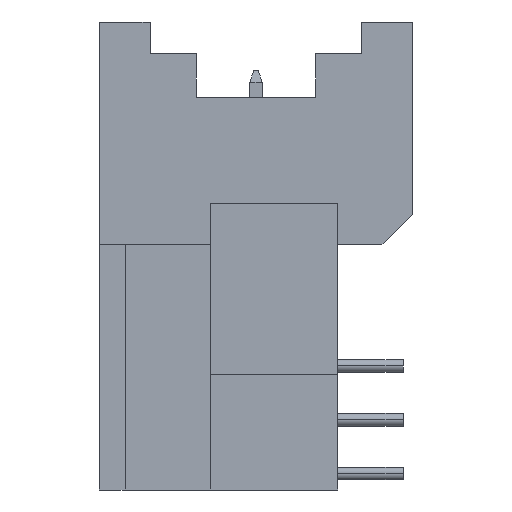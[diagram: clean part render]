
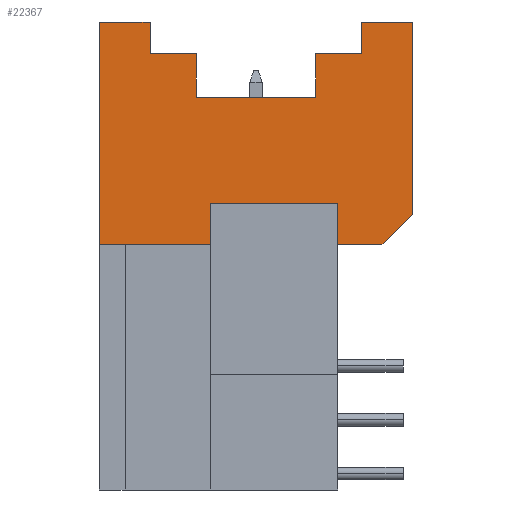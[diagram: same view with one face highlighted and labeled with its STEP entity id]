
A CAD part, left-side view. The second image highlights one B-rep face of the part: STEP entity #22367.
In plain terms, the highlighted face is planar.
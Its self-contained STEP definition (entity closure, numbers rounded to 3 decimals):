
#405 = AXIS2_PLACEMENT_3D ( 'NONE', #15159, #20819, #7090 ) ;
#659 = CARTESIAN_POINT ( 'NONE',  ( -14.8, -22.1, 87.5 ) ) ;
#779 = EDGE_CURVE ( 'NONE', #1638, #23182, #16687, .T. ) ;
#942 = DIRECTION ( 'NONE',  ( 0., 1., 0. ) ) ;
#1147 = EDGE_CURVE ( 'NONE', #5079, #10405, #22806, .T. ) ;
#1169 = LINE ( 'NONE', #19462, #5225 ) ;
#1191 = VECTOR ( 'NONE', #9357, 1000. ) ;
#1305 = CARTESIAN_POINT ( 'NONE',  ( 0., -22.1, 87.5 ) ) ;
#1385 = CARTESIAN_POINT ( 'NONE',  ( -14.8, -13.03, 87.5 ) ) ;
#1450 = VERTEX_POINT ( 'NONE', #25280 ) ;
#1638 = VERTEX_POINT ( 'NONE', #19813 ) ;
#1882 = ORIENTED_EDGE ( 'NONE', *, *, #22884, .F. ) ;
#1884 = VERTEX_POINT ( 'NONE', #18944 ) ;
#2297 = DIRECTION ( 'NONE',  ( 0., -1., 0. ) ) ;
#2880 = CARTESIAN_POINT ( 'NONE',  ( -12.4, -20.6, 87.5 ) ) ;
#2937 = EDGE_CURVE ( 'NONE', #8986, #11046, #24030, .T. ) ;
#3019 = VECTOR ( 'NONE', #3951, 1000. ) ;
#3053 = CARTESIAN_POINT ( 'NONE',  ( -4.575, -20.6, 87.5 ) ) ;
#3220 = DIRECTION ( 'NONE',  ( 0., 1., 0. ) ) ;
#3888 = EDGE_CURVE ( 'NONE', #25355, #15410, #6165, .T. ) ;
#3951 = DIRECTION ( 'NONE',  ( -1., 0., 0. ) ) ;
#3969 = VECTOR ( 'NONE', #21063, 1000. ) ;
#4126 = CARTESIAN_POINT ( 'NONE',  ( 0., -22.1, 87.5 ) ) ;
#4350 = DIRECTION ( 'NONE',  ( 0., 1., 0. ) ) ;
#5079 = VERTEX_POINT ( 'NONE', #25506 ) ;
#5225 = VECTOR ( 'NONE', #13566, 1000. ) ;
#5298 = VECTOR ( 'NONE', #24564, 1000. ) ;
#5629 = DIRECTION ( 'NONE',  ( -1., 0., 0. ) ) ;
#5929 = LINE ( 'NONE', #1305, #17430 ) ;
#6165 = LINE ( 'NONE', #11688, #1191 ) ;
#6299 = CARTESIAN_POINT ( 'NONE',  ( -4.575, -18.55, 87.5 ) ) ;
#6433 = LINE ( 'NONE', #21965, #3019 ) ;
#6580 = EDGE_CURVE ( 'NONE', #1450, #25355, #10023, .T. ) ;
#6606 = DIRECTION ( 'NONE',  ( 0., -1., 0. ) ) ;
#6717 = CARTESIAN_POINT ( 'NONE',  ( -2.4, -22.1, 87.5 ) ) ;
#6851 = CARTESIAN_POINT ( 'NONE',  ( -4.575, -18.55, 87.5 ) ) ;
#7090 = DIRECTION ( 'NONE',  ( 0., 1., 0. ) ) ;
#7485 = ORIENTED_EDGE ( 'NONE', *, *, #6580, .T. ) ;
#7491 = VERTEX_POINT ( 'NONE', #15731 ) ;
#7530 = VECTOR ( 'NONE', #8345, 1000. ) ;
#8345 = DIRECTION ( 'NONE',  ( 1., 0., 0. ) ) ;
#8662 = LINE ( 'NONE', #15412, #3969 ) ;
#8710 = ORIENTED_EDGE ( 'NONE', *, *, #19484, .T. ) ;
#8843 = CARTESIAN_POINT ( 'NONE',  ( -14.8, -11.58, 87.5 ) ) ;
#8986 = VERTEX_POINT ( 'NONE', #4126 ) ;
#9357 = DIRECTION ( 'NONE',  ( -0.707, -0.707, 0. ) ) ;
#9718 = LINE ( 'NONE', #6299, #10043 ) ;
#9923 = LINE ( 'NONE', #22049, #22342 ) ;
#10023 = LINE ( 'NONE', #8843, #14024 ) ;
#10043 = VECTOR ( 'NONE', #2297, 1000. ) ;
#10241 = DIRECTION ( 'NONE',  ( 0., -1., 0. ) ) ;
#10282 = LINE ( 'NONE', #2880, #11508 ) ;
#10405 = VERTEX_POINT ( 'NONE', #22760 ) ;
#10699 = ORIENTED_EDGE ( 'NONE', *, *, #24253, .T. ) ;
#10763 = CARTESIAN_POINT ( 'NONE',  ( -5.25, -11.58, 87.5 ) ) ;
#11004 = VECTOR ( 'NONE', #12327, 1000. ) ;
#11046 = VERTEX_POINT ( 'NONE', #6717 ) ;
#11083 = LINE ( 'NONE', #13622, #15096 ) ;
#11400 = VECTOR ( 'NONE', #942, 1000. ) ;
#11462 = EDGE_CURVE ( 'NONE', #8986, #18596, #5929, .T. ) ;
#11508 = VECTOR ( 'NONE', #6606, 1000. ) ;
#11688 = CARTESIAN_POINT ( 'NONE',  ( -14.8, -13.03, 87.5 ) ) ;
#12327 = DIRECTION ( 'NONE',  ( -1., 0., 0. ) ) ;
#12498 = ORIENTED_EDGE ( 'NONE', *, *, #17468, .F. ) ;
#12887 = CARTESIAN_POINT ( 'NONE',  ( -11.25, -13.55, 87.5 ) ) ;
#13094 = ORIENTED_EDGE ( 'NONE', *, *, #1147, .F. ) ;
#13566 = DIRECTION ( 'NONE',  ( -1., 0., 0. ) ) ;
#13622 = CARTESIAN_POINT ( 'NONE',  ( -4.575, -18.55, 87.5 ) ) ;
#13685 = ORIENTED_EDGE ( 'NONE', *, *, #3888, .T. ) ;
#14024 = VECTOR ( 'NONE', #18469, 1000. ) ;
#14066 = ORIENTED_EDGE ( 'NONE', *, *, #18640, .T. ) ;
#14382 = VECTOR ( 'NONE', #17992, 1000. ) ;
#14597 = CARTESIAN_POINT ( 'NONE',  ( -12.4, -20.6, 87.5 ) ) ;
#14985 = FACE_OUTER_BOUND ( 'NONE', #20140, .T. ) ;
#15096 = VECTOR ( 'NONE', #5629, 1000. ) ;
#15159 = CARTESIAN_POINT ( 'NONE',  ( -14.8, -22.1, 87.5 ) ) ;
#15164 = EDGE_CURVE ( 'NONE', #10405, #15410, #16460, .T. ) ;
#15410 = VERTEX_POINT ( 'NONE', #1385 ) ;
#15412 = CARTESIAN_POINT ( 'NONE',  ( -10.225, -18.55, 87.5 ) ) ;
#15731 = CARTESIAN_POINT ( 'NONE',  ( -11.25, -13.55, 87.5 ) ) ;
#16163 = VERTEX_POINT ( 'NONE', #6851 ) ;
#16460 = LINE ( 'NONE', #25765, #24869 ) ;
#16687 = LINE ( 'NONE', #18523, #11400 ) ;
#17430 = VECTOR ( 'NONE', #3220, 1000. ) ;
#17468 = EDGE_CURVE ( 'NONE', #20375, #1884, #8662, .T. ) ;
#17604 = CARTESIAN_POINT ( 'NONE',  ( -2.4, -20.6, 87.5 ) ) ;
#17900 = ORIENTED_EDGE ( 'NONE', *, *, #22867, .F. ) ;
#17965 = LINE ( 'NONE', #22360, #18598 ) ;
#17992 = DIRECTION ( 'NONE',  ( -1., 0., 0. ) ) ;
#18149 = ORIENTED_EDGE ( 'NONE', *, *, #15164, .F. ) ;
#18219 = CARTESIAN_POINT ( 'NONE',  ( -13.35, -11.58, 87.5 ) ) ;
#18244 = CARTESIAN_POINT ( 'NONE',  ( -5.25, -13.55, 87.5 ) ) ;
#18296 = DIRECTION ( 'NONE',  ( -1., 0., 0. ) ) ;
#18396 = VERTEX_POINT ( 'NONE', #3053 ) ;
#18469 = DIRECTION ( 'NONE',  ( -1., 0., 0. ) ) ;
#18482 = ORIENTED_EDGE ( 'NONE', *, *, #23129, .F. ) ;
#18523 = CARTESIAN_POINT ( 'NONE',  ( -5.25, -5.45, 87.5 ) ) ;
#18596 = VERTEX_POINT ( 'NONE', #23793 ) ;
#18598 = VECTOR ( 'NONE', #10241, 1000. ) ;
#18640 = EDGE_CURVE ( 'NONE', #16163, #18396, #9718, .T. ) ;
#18821 = ORIENTED_EDGE ( 'NONE', *, *, #23485, .F. ) ;
#18944 = CARTESIAN_POINT ( 'NONE',  ( -10.225, -20.6, 87.5 ) ) ;
#19383 = ORIENTED_EDGE ( 'NONE', *, *, #11462, .T. ) ;
#19462 = CARTESIAN_POINT ( 'NONE',  ( -14.8, -11.58, 87.5 ) ) ;
#19484 = EDGE_CURVE ( 'NONE', #18596, #23182, #1169, .T. ) ;
#19596 = ORIENTED_EDGE ( 'NONE', *, *, #20137, .F. ) ;
#19680 = VERTEX_POINT ( 'NONE', #14597 ) ;
#19813 = CARTESIAN_POINT ( 'NONE',  ( -5.25, -13.55, 87.5 ) ) ;
#20137 = EDGE_CURVE ( 'NONE', #16163, #20375, #11083, .T. ) ;
#20140 = EDGE_LOOP ( 'NONE', ( #13094, #17900, #18482, #12498, #19596, #14066, #18821, #10699, #24430, #19383, #8710, #21043, #23098, #1882, #7485, #13685, #18149 ) ) ;
#20375 = VERTEX_POINT ( 'NONE', #24688 ) ;
#20819 = DIRECTION ( 'NONE',  ( 0., 0., -1. ) ) ;
#20903 = PLANE ( 'NONE',  #405 ) ;
#21043 = ORIENTED_EDGE ( 'NONE', *, *, #779, .F. ) ;
#21063 = DIRECTION ( 'NONE',  ( 0., -1., 0. ) ) ;
#21438 = LINE ( 'NONE', #12887, #5298 ) ;
#21965 = CARTESIAN_POINT ( 'NONE',  ( -2.4, -20.6, 87.5 ) ) ;
#22049 = CARTESIAN_POINT ( 'NONE',  ( -10.225, -20.6, 87.5 ) ) ;
#22342 = VECTOR ( 'NONE', #18296, 1000. ) ;
#22360 = CARTESIAN_POINT ( 'NONE',  ( -2.4, -20.6, 87.5 ) ) ;
#22367 = ADVANCED_FACE ( 'NONE', ( #14985 ), #20903, .F. ) ;
#22760 = CARTESIAN_POINT ( 'NONE',  ( -14.8, -22.1, 87.5 ) ) ;
#22806 = LINE ( 'NONE', #659, #11004 ) ;
#22867 = EDGE_CURVE ( 'NONE', #19680, #5079, #10282, .T. ) ;
#22884 = EDGE_CURVE ( 'NONE', #1450, #7491, #21438, .T. ) ;
#23027 = VERTEX_POINT ( 'NONE', #17604 ) ;
#23098 = ORIENTED_EDGE ( 'NONE', *, *, #25821, .F. ) ;
#23129 = EDGE_CURVE ( 'NONE', #1884, #19680, #9923, .T. ) ;
#23182 = VERTEX_POINT ( 'NONE', #10763 ) ;
#23414 = LINE ( 'NONE', #18244, #7530 ) ;
#23485 = EDGE_CURVE ( 'NONE', #23027, #18396, #6433, .T. ) ;
#23793 = CARTESIAN_POINT ( 'NONE',  ( 0., -11.58, 87.5 ) ) ;
#24030 = LINE ( 'NONE', #25682, #14382 ) ;
#24253 = EDGE_CURVE ( 'NONE', #23027, #11046, #17965, .T. ) ;
#24430 = ORIENTED_EDGE ( 'NONE', *, *, #2937, .F. ) ;
#24564 = DIRECTION ( 'NONE',  ( 0., -1., 0. ) ) ;
#24688 = CARTESIAN_POINT ( 'NONE',  ( -10.225, -18.55, 87.5 ) ) ;
#24869 = VECTOR ( 'NONE', #4350, 1000. ) ;
#25280 = CARTESIAN_POINT ( 'NONE',  ( -11.25, -11.58, 87.5 ) ) ;
#25355 = VERTEX_POINT ( 'NONE', #18219 ) ;
#25506 = CARTESIAN_POINT ( 'NONE',  ( -12.4, -22.1, 87.5 ) ) ;
#25682 = CARTESIAN_POINT ( 'NONE',  ( -14.8, -22.1, 87.5 ) ) ;
#25765 = CARTESIAN_POINT ( 'NONE',  ( -14.8, -22.1, 87.5 ) ) ;
#25821 = EDGE_CURVE ( 'NONE', #7491, #1638, #23414, .T. ) ;
